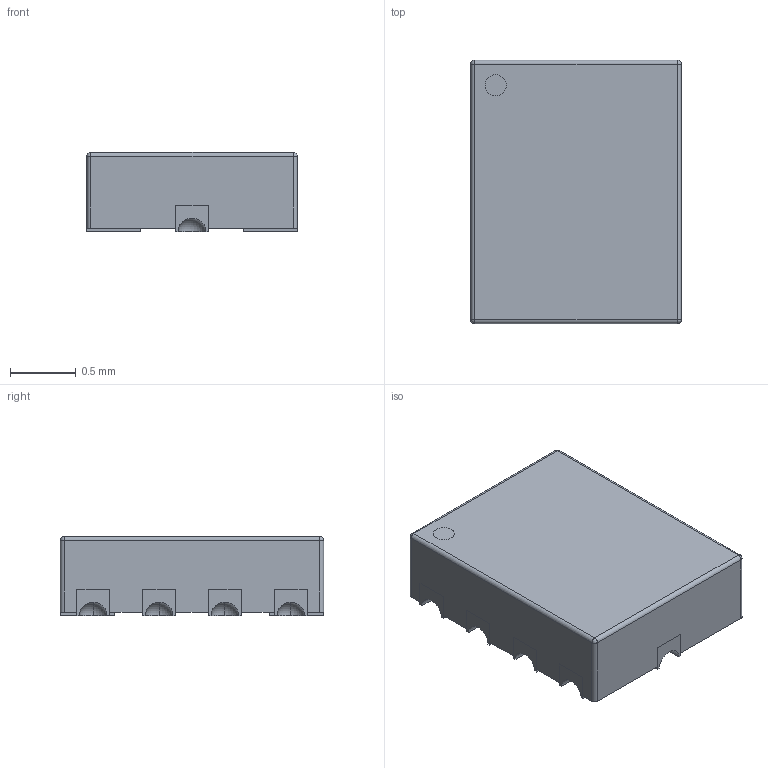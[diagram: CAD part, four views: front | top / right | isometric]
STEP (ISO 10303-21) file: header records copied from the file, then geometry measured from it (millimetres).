
FILE_DESCRIPTION (( 'STEP AP214' ), '1' );
FILE_NAME ('ADS1115QNKSRQ1.STEP', '2023-12-15T11:05:20', ( '' ), ( '' ), 'SwSTEP 2.0', 'SolidWorks 2023', '' );
FILE_SCHEMA (( 'AUTOMOTIVE_DESIGN' ));
Length unit declared in the file: millimetre
Products named in the file (1): ADS1115QNKSRQ1
Bounding box: 1.6 x 2 x 0.6 mm (x, y, z)
Volume: 1.8 mm3; surface area: 16.7 mm2
Topology: 12 solids, 12 shells, 173 faces, 436 edges, 284 vertices
Faces by surface type: plane 119, cylinder 32, torus 18, sphere 4
Entity records: 5975 total; most frequent: CARTESIAN_POINT 890, DIRECTION 888, ORIENTED_EDGE 864, EDGE_CURVE 432, VECTOR 324, LINE 324, VERTEX_POINT 284, AXIS2_PLACEMENT_3D 282
